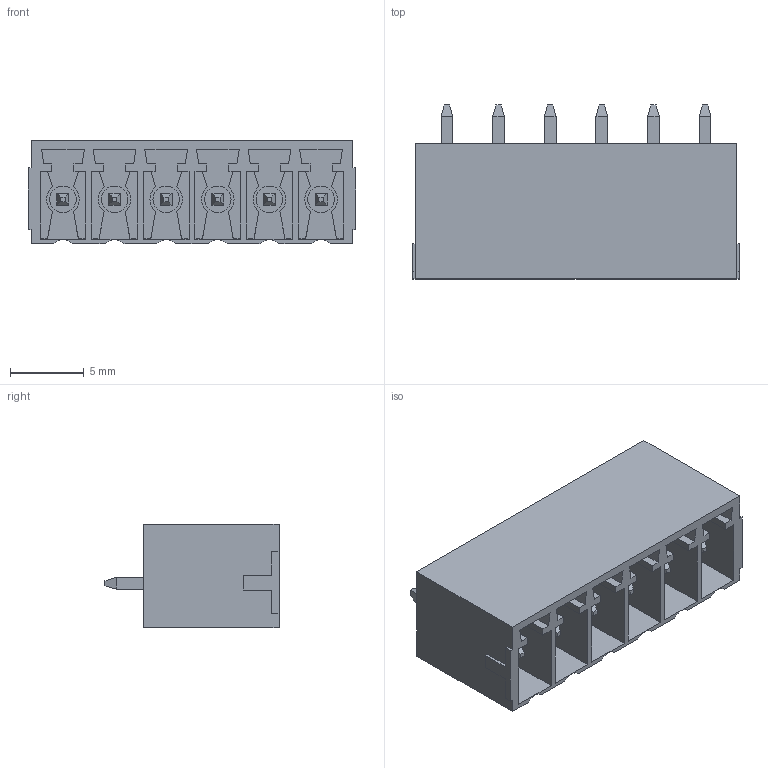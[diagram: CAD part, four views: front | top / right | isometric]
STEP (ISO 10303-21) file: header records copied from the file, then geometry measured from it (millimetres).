
FILE_DESCRIPTION(/* description */ ('Unknown'),/* implementation_level */ '2;1');
FILE_NAME(/* name */ '691701100006B',/* time_stamp */ '2023-12-13T16:35:22+01:00',/* author */ ('Unknown'),/* organization */ ('Unknown'),/* preprocessor_version */ 'ST-DEVELOPER v18.102',/* originating_system */ 'Solid Edge',/* authorisation */ 'Unknown');
FILE_SCHEMA (('AUTOMOTIVE_DESIGN {1 0 10303 214 3 1 1}'));
Length unit declared in the file: millimetre
Products named in the file (3): 6917011000xxB; 691701100006B; 6917011000xxB_Pin
Assembly tree (7 placements, depth 2):
  6917011000xxB
    691701100006B
    6917011000xxB_Pin  x6
Bounding box: 22.2 x 11.8 x 7 mm (x, y, z)
Volume: 693.5 mm3; surface area: 2025.2 mm2
Topology: 7 solids, 7 shells, 412 faces, 1146 edges, 742 vertices
Faces by surface type: plane 382, cylinder 30
Full cylindrical faces by diameter (mm): 1.25 x6, 1.8 x6
Entity records: 11200 total; most frequent: CARTESIAN_POINT 1982, ORIENTED_EDGE 1964, DIRECTION 1760, EDGE_CURVE 982, LINE 904, VECTOR 904, VERTEX_POINT 650, AXIS2_PLACEMENT_3D 428
